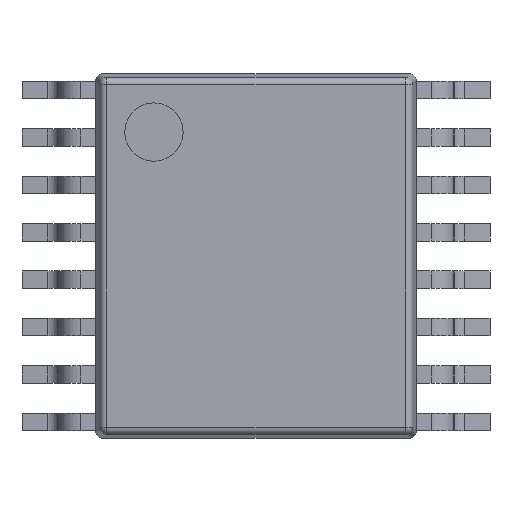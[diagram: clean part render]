
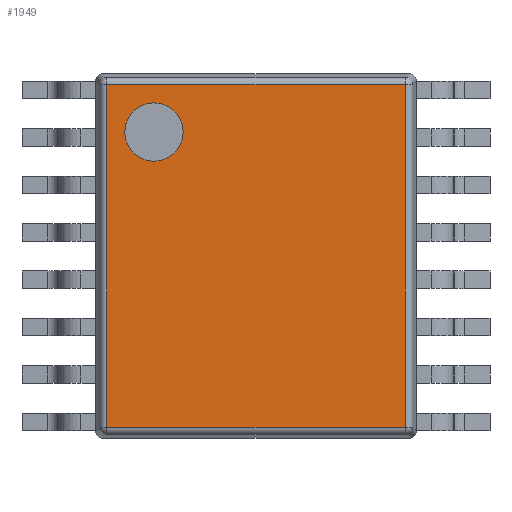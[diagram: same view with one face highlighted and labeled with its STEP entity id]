
A CAD part, top view. The second image highlights one B-rep face of the part: STEP entity #1949.
In plain terms, the highlighted face is planar.
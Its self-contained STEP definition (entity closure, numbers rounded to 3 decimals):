
#547=DIRECTION('',(-1.,0.,0.));
#548=VECTOR('',#547,4.7);
#549=CARTESIAN_POINT('',(2.35,0.375,-2.05));
#550=LINE('',#549,#548);
#561=CARTESIAN_POINT('',(1.7,0.375,-1.4));
#562=DIRECTION('',(0.,-1.,0.));
#563=DIRECTION('',(1.,0.,0.));
#564=AXIS2_PLACEMENT_3D('',#561,#562,#563);
#569=CARTESIAN_POINT('',(1.7,0.375,-1.4));
#570=DIRECTION('',(0.,-1.,0.));
#571=DIRECTION('',(-1.,0.,0.));
#572=AXIS2_PLACEMENT_3D('',#569,#570,#571);
#577=DIRECTION('',(1.,0.,0.));
#578=VECTOR('',#577,4.7);
#579=CARTESIAN_POINT('',(-2.35,0.375,2.05));
#580=LINE('',#579,#578);
#1323=DIRECTION('',(0.,0.,1.));
#1324=VECTOR('',#1323,4.1);
#1325=CARTESIAN_POINT('',(-2.35,0.375,-2.05));
#1326=LINE('',#1325,#1324);
#1337=DIRECTION('',(0.,0.,-1.));
#1338=VECTOR('',#1337,4.1);
#1339=CARTESIAN_POINT('',(2.35,0.375,2.05));
#1340=LINE('',#1339,#1338);
#1405=CARTESIAN_POINT('',(2.35,0.375,2.05));
#1406=CARTESIAN_POINT('',(2.35,0.375,-2.05));
#1407=VERTEX_POINT('',#1405);
#1408=VERTEX_POINT('',#1406);
#1413=CARTESIAN_POINT('',(-2.35,0.375,-2.05));
#1414=VERTEX_POINT('',#1413);
#1419=CARTESIAN_POINT('',(-2.35,0.375,2.05));
#1420=VERTEX_POINT('',#1419);
#1569=CARTESIAN_POINT('',(2.1,0.375,-1.4));
#1570=CARTESIAN_POINT('',(1.3,0.375,-1.4));
#1571=VERTEX_POINT('',#1569);
#1572=VERTEX_POINT('',#1570);
#1929=CARTESIAN_POINT('',(0.,0.375,0.));
#1930=DIRECTION('',(0.,1.,0.));
#1931=DIRECTION('',(1.,0.,0.));
#1932=AXIS2_PLACEMENT_3D('',#1929,#1930,#1931);
#1933=PLANE('',#1932);
#1935=ORIENTED_EDGE('',*,*,#1934,.F.);
#1937=ORIENTED_EDGE('',*,*,#1936,.F.);
#1938=ORIENTED_EDGE('',*,*,#1920,.F.);
#1940=ORIENTED_EDGE('',*,*,#1939,.F.);
#1941=EDGE_LOOP('',(#1935,#1937,#1938,#1940));
#1942=FACE_OUTER_BOUND('',#1941,.F.);
#1944=ORIENTED_EDGE('',*,*,#1943,.F.);
#1946=ORIENTED_EDGE('',*,*,#1945,.F.);
#1947=EDGE_LOOP('',(#1944,#1946));
#1948=FACE_BOUND('',#1947,.F.);
#1949=ADVANCED_FACE('',(#1942,#1948),#1933,.T.);
#565=CIRCLE('',#564,0.4);
#573=CIRCLE('',#572,0.4);
#1920=EDGE_CURVE('',#1408,#1414,#550,.T.);
#1934=EDGE_CURVE('',#1420,#1407,#580,.T.);
#1936=EDGE_CURVE('',#1414,#1420,#1326,.T.);
#1939=EDGE_CURVE('',#1407,#1408,#1340,.T.);
#1943=EDGE_CURVE('',#1571,#1572,#565,.T.);
#1945=EDGE_CURVE('',#1572,#1571,#573,.T.);
